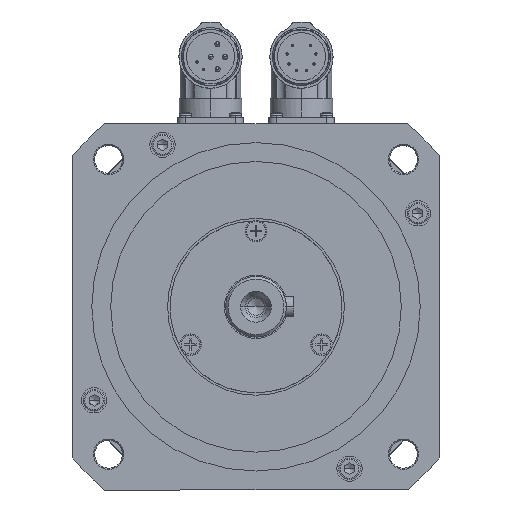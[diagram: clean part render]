
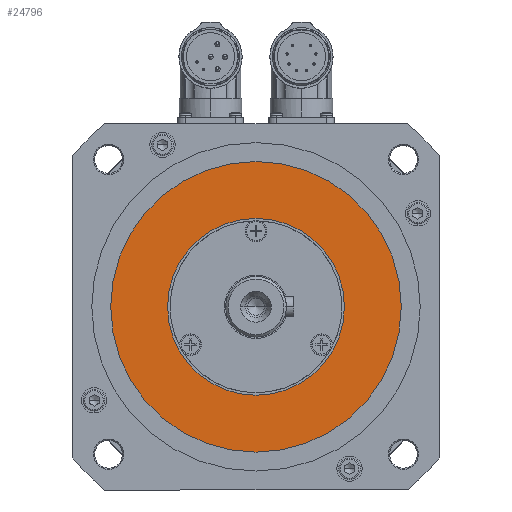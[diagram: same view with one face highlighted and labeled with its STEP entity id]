
A CAD part, left-side view. The second image highlights one B-rep face of the part: STEP entity #24796.
In plain terms, the highlighted planar face has unit normal (-1, 0, 0).
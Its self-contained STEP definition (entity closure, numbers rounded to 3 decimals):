
#123=CARTESIAN_POINT('',(741.764,569.604,0.));
#124=VERTEX_POINT('',#123);
#133=CARTESIAN_POINT('',(741.764,454.604,0.));
#134=VERTEX_POINT('',#133);
#135=CARTESIAN_POINT('',(741.764,512.104,0.));
#136=DIRECTION('',(-1.0,0.,0.));
#137=DIRECTION('',(0.,1.0,0.));
#138=AXIS2_PLACEMENT_3D('',#135,#136,#137);
#139=CIRCLE('',#138,57.5);
#140=EDGE_CURVE('',#134,#124,#139,.T.);
#1700=CARTESIAN_POINT('',(741.764,547.104,0.));
#1701=VERTEX_POINT('',#1700);
#1717=CARTESIAN_POINT('',(741.764,477.104,0.));
#1718=VERTEX_POINT('',#1717);
#1725=CARTESIAN_POINT('',(741.764,512.104,0.));
#1726=DIRECTION('',(1.0,0.,0.));
#1727=DIRECTION('',(0.,1.0,0.));
#1728=AXIS2_PLACEMENT_3D('',#1725,#1726,#1727);
#1729=CIRCLE('',#1728,35.0);
#1730=EDGE_CURVE('',#1701,#1718,#1729,.T.);
#23388=CARTESIAN_POINT('',(741.764,512.104,0.));
#23389=DIRECTION('',(1.0,0.,0.));
#23390=DIRECTION('',(0.,1.0,0.));
#23391=AXIS2_PLACEMENT_3D('',#23388,#23389,#23390);
#23392=CIRCLE('',#23391,35.0);
#23393=EDGE_CURVE('',#1718,#1701,#23392,.T.);
#24773=CARTESIAN_POINT('',(741.764,512.104,0.));
#24774=DIRECTION('',(-1.0,0.,0.));
#24775=DIRECTION('',(0.,1.0,0.));
#24776=AXIS2_PLACEMENT_3D('',#24773,#24774,#24775);
#24777=CIRCLE('',#24776,57.5);
#24778=EDGE_CURVE('',#124,#134,#24777,.T.);
#24783=CARTESIAN_POINT('',(741.764,512.104,0.));
#24784=DIRECTION('',(-1.0,0.,0.));
#24785=DIRECTION('',(0.0,0.0,1.0));
#24786=AXIS2_PLACEMENT_3D('',#24783,#24784,#24785);
#24787=PLANE('',#24786);
#24788=ORIENTED_EDGE('',*,*,#24778,.T.);
#24789=ORIENTED_EDGE('',*,*,#140,.T.);
#24790=EDGE_LOOP('',(#24788,#24789));
#24791=FACE_OUTER_BOUND('',#24790,.T.);
#24792=ORIENTED_EDGE('',*,*,#1730,.T.);
#24793=ORIENTED_EDGE('',*,*,#23393,.T.);
#24794=EDGE_LOOP('',(#24792,#24793));
#24795=FACE_BOUND('',#24794,.T.);
#24796=ADVANCED_FACE('',(#24791,#24795),#24787,.T.);
